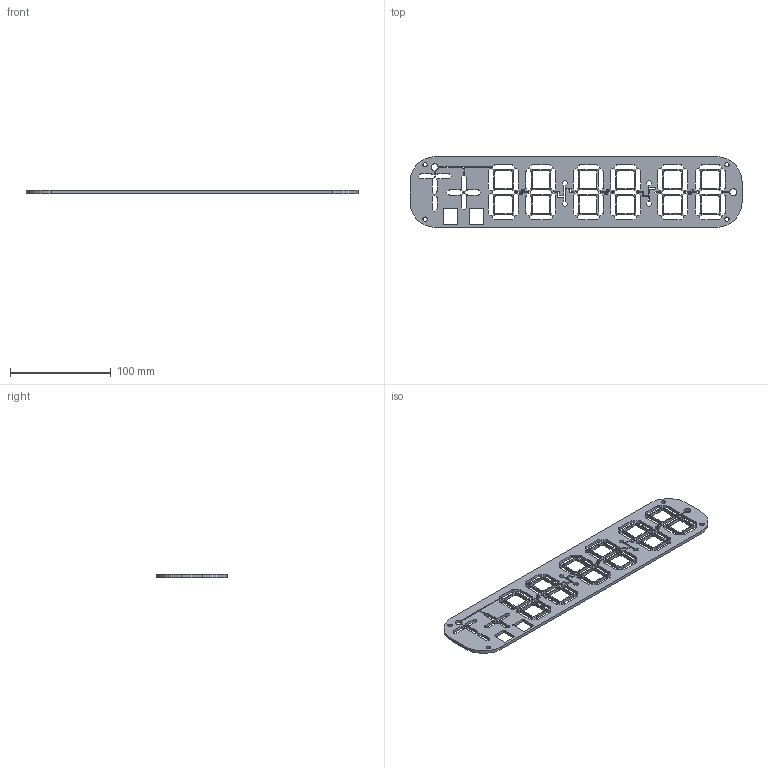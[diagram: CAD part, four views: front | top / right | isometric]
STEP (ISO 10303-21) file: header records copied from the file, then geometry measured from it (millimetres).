
FILE_DESCRIPTION(/* description */ (''),/* implementation_level */ '2;1');
FILE_NAME(/* name */ 'Clock Face wiring layer Black Acrylic.stp',/* time_stamp */ '2020-07-18T22:01:15+01:00',/* author */ ('dech3'),/* organization */ (''),/* preprocessor_version */ 'ST-DEVELOPER v18.1',/* originating_system */ 'Autodesk Inventor 2021',/* authorisation */ '');
FILE_SCHEMA (('AUTOMOTIVE_DESIGN { 1 0 10303 214 3 1 1 }'));
Length unit declared in the file: millimetre
Products named in the file (1): Clock Face wiring layer Black Acrylic
Bounding box: 330 x 70 x 3 mm (x, y, z)
Volume: 39321 mm3; surface area: 40149.5 mm2
Topology: 1 solids, 1 shells, 1076 faces, 3222 edges, 2148 vertices
Faces by surface type: plane 749, cylinder 327
Full cylindrical faces by diameter (mm): 4.3 x4
Entity records: 37287 total; most frequent: CARTESIAN_POINT 6447, ORIENTED_EDGE 6444, DIRECTION 6030, EDGE_CURVE 3222, LINE 2568, VECTOR 2568, VERTEX_POINT 2148, AXIS2_PLACEMENT_3D 1731
